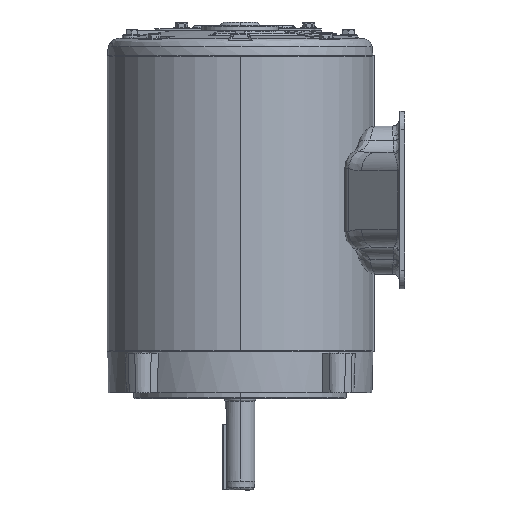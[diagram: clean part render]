
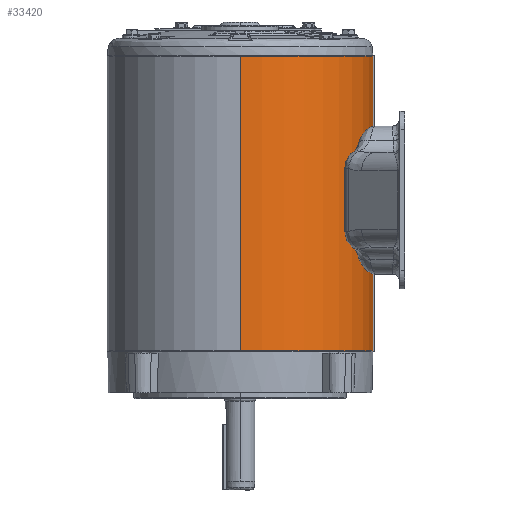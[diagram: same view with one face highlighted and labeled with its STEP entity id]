
A CAD part, left-side view. The second image highlights one B-rep face of the part: STEP entity #33420.
In plain terms, the highlighted cylindrical face has radius 71.369 mm (diameter 142.738 mm), a partial arc.
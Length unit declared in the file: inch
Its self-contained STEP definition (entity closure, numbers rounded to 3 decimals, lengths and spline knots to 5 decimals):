
#1590 = CARTESIAN_POINT ( 'NONE',  ( -2.8098, 0., -6.61644 ) ) ;
#2262 = VECTOR ( 'NONE', #112734, 39.37008 ) ;
#3080 = LINE ( 'NONE', #103845, #6035 ) ;
#3634 = EDGE_CURVE ( 'NONE', #112916, #74942, #75606, .T. ) ;
#6035 = VECTOR ( 'NONE', #97667, 39.37008 ) ;
#11213 = ORIENTED_EDGE ( 'NONE', *, *, #13997, .T. ) ;
#13997 = EDGE_CURVE ( 'NONE', #87502, #96412, #25422, .T. ) ;
#15469 = DIRECTION ( 'NONE',  ( 0., 0., -1. ) ) ;
#15940 = CARTESIAN_POINT ( 'NONE',  ( -0.18377, -2.80378, 14.57019 ) ) ;
#21425 = EDGE_LOOP ( 'NONE', ( #11213, #94169, #22954, #26753 ) ) ;
#22954 = ORIENTED_EDGE ( 'NONE', *, *, #3634, .T. ) ;
#24945 = CARTESIAN_POINT ( 'NONE',  ( 0., 0., -0.38644 ) ) ;
#25422 = CIRCLE ( 'NONE', #79167, 2.8098 ) ;
#26753 = ORIENTED_EDGE ( 'NONE', *, *, #98347, .T. ) ;
#30736 = CARTESIAN_POINT ( 'NONE',  ( 0., 0., -6.61644 ) ) ;
#33420 = ADVANCED_FACE ( 'NONE', ( #100230 ), #111384, .T. ) ;
#34354 = DIRECTION ( 'NONE',  ( -1., 0., 0. ) ) ;
#37590 = CARTESIAN_POINT ( 'NONE',  ( -2.8098, 0., -0.38644 ) ) ;
#38928 = DIRECTION ( 'NONE',  ( 0., 0., 1. ) ) ;
#39702 = DIRECTION ( 'NONE',  ( -1., 0., 0. ) ) ;
#40854 = AXIS2_PLACEMENT_3D ( 'NONE', #30736, #38928, #39702 ) ;
#42890 = DIRECTION ( 'NONE',  ( -1., 0., 0. ) ) ;
#44051 = CARTESIAN_POINT ( 'NONE',  ( 0., 0., 14.57019 ) ) ;
#60908 = CARTESIAN_POINT ( 'NONE',  ( -0.18377, -2.80378, -0.38644 ) ) ;
#61520 = EDGE_CURVE ( 'NONE', #96412, #112916, #3080, .T. ) ;
#74942 = VERTEX_POINT ( 'NONE', #81394 ) ;
#75606 = CIRCLE ( 'NONE', #40854, 2.8098 ) ;
#79167 = AXIS2_PLACEMENT_3D ( 'NONE', #24945, #86195, #34354 ) ;
#81394 = CARTESIAN_POINT ( 'NONE',  ( -0.18377, -2.80378, -6.61644 ) ) ;
#83409 = LINE ( 'NONE', #15940, #2262 ) ;
#86195 = DIRECTION ( 'NONE',  ( 0., 0., -1. ) ) ;
#87502 = VERTEX_POINT ( 'NONE', #60908 ) ;
#94169 = ORIENTED_EDGE ( 'NONE', *, *, #61520, .T. ) ;
#96412 = VERTEX_POINT ( 'NONE', #37590 ) ;
#97667 = DIRECTION ( 'NONE',  ( 0., 0., -1. ) ) ;
#98347 = EDGE_CURVE ( 'NONE', #74942, #87502, #83409, .T. ) ;
#100230 = FACE_OUTER_BOUND ( 'NONE', #21425, .T. ) ;
#102256 = AXIS2_PLACEMENT_3D ( 'NONE', #44051, #15469, #42890 ) ;
#103845 = CARTESIAN_POINT ( 'NONE',  ( -2.8098, 0., 14.57019 ) ) ;
#111384 = CYLINDRICAL_SURFACE ( 'NONE', #102256, 2.8098 ) ;
#112734 = DIRECTION ( 'NONE',  ( 0., 0., 1. ) ) ;
#112916 = VERTEX_POINT ( 'NONE', #1590 ) ;
